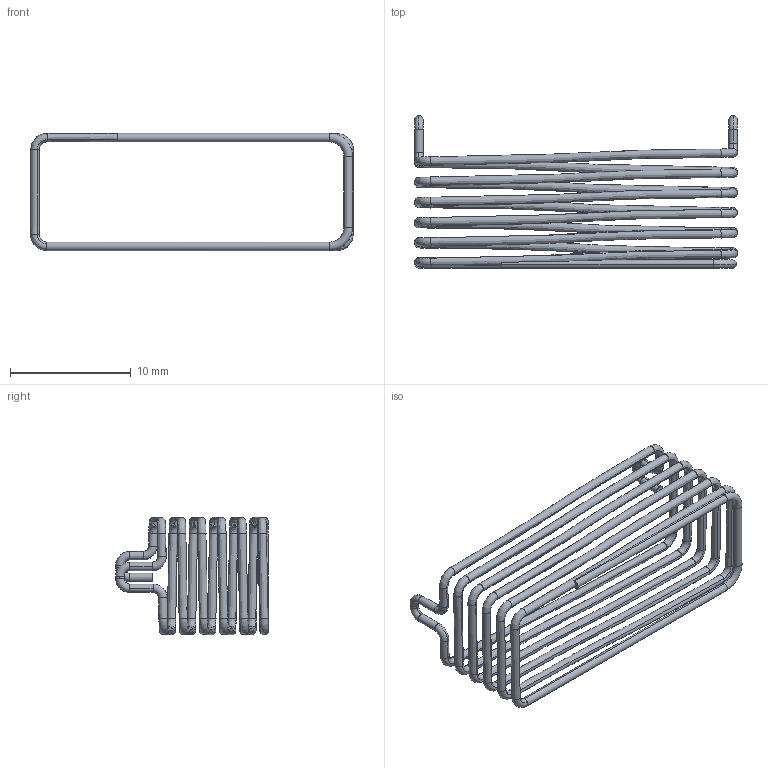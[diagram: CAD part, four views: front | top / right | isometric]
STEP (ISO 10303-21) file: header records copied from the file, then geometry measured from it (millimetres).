
FILE_DESCRIPTION (( 'STEP AP214' ), '1' );
FILE_NAME ('spring rectangle.STEP', '2021-02-02T08:13:39', ( '' ), ( '' ), 'SwSTEP 2.0', 'SolidWorks 2020', '' );
FILE_SCHEMA (( 'AUTOMOTIVE_DESIGN' ));
Length unit declared in the file: millimetre
Products named in the file (1): spring rectangle
Bounding box: 26.7 x 12.64 x 9.71 mm (x, y, z)
Volume: 169.5 mm3; surface area: 962.5 mm2
Topology: 1 solids, 1 shells, 132 faces, 290 edges, 158 vertices
Faces by surface type: bspline 94, torus 18, cylinder 18, plane 2
Entity records: 28886 total; most frequent: CARTESIAN_POINT 26424, ORIENTED_EDGE 580, DIRECTION 442, EDGE_CURVE 290, AXIS2_PLACEMENT_3D 212, CIRCLE 173, VERTEX_POINT 158, FACE_OUTER_BOUND 132
